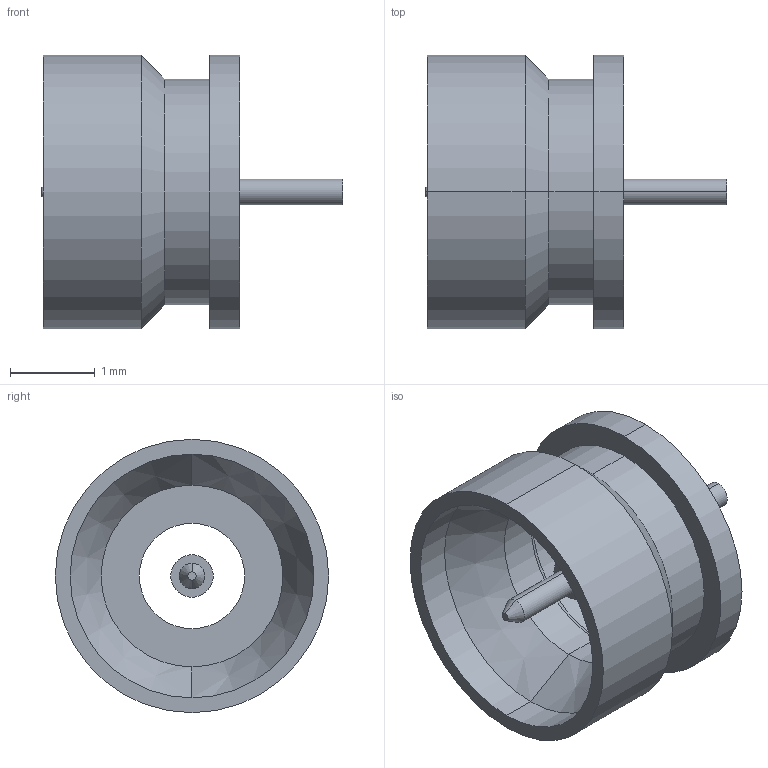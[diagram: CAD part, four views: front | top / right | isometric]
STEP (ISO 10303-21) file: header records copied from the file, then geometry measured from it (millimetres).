
FILE_DESCRIPTION (( 'STEP AP214' ), '1' );
FILE_NAME ('FMCN5491_3D.step', '2025-08-25T14:11:04', ( '' ), ( '' ), 'SwSTEP 2.0', 'SolidWorks 2022', '' );
FILE_SCHEMA (( 'AUTOMOTIVE_DESIGN' ));
Length unit declared in the file: inch
Products named in the file (3): PIN^FMCN5491; BODY^FMCN5491; FMCN5491_3D
Assembly tree (2 placements, depth 2):
  FMCN5491_3D
    BODY^FMCN5491
    PIN^FMCN5491
Bounding box: 3.55 x 3.22 x 3.22 mm (x, y, z)
Volume: 7.4 mm3; surface area: 58.3 mm2
Topology: 2 solids, 2 shells, 36 faces, 70 edges, 42 vertices
Faces by surface type: cylinder 20, cone 8, plane 8
Entity records: 1052 total; most frequent: DIRECTION 194, CARTESIAN_POINT 153, ORIENTED_EDGE 140, AXIS2_PLACEMENT_3D 83, EDGE_CURVE 70, VERTEX_POINT 42, CIRCLE 42, EDGE_LOOP 42
